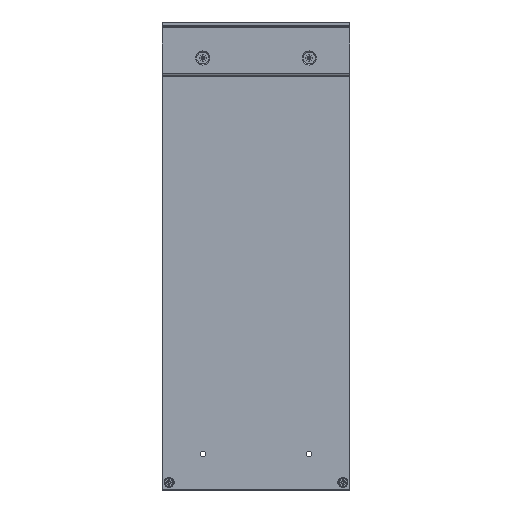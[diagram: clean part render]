
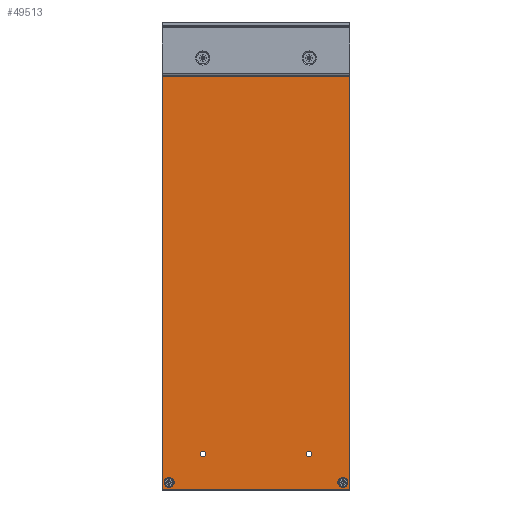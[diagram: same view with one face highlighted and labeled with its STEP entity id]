
A CAD part, front view. The second image highlights one B-rep face of the part: STEP entity #49513.
In plain terms, the highlighted planar face has unit normal (0, -1, 0).
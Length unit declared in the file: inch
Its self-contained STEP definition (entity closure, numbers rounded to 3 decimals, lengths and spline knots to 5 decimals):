
#990 = EDGE_CURVE ( 'NONE', #28660, #45666, #49412, .T. ) ;
#1609 = FACE_BOUND ( 'NONE', #43025, .T. ) ;
#3115 = CARTESIAN_POINT ( 'NONE',  ( -1.02759, -0.31353, 0. ) ) ;
#3983 = CARTESIAN_POINT ( 'NONE',  ( 0.10603, -0.31353, 1. ) ) ;
#5359 = DIRECTION ( 'NONE',  ( 0., 1., 0. ) ) ;
#6092 = EDGE_CURVE ( 'NONE', #19818, #19818, #29861, .T. ) ;
#6632 = CARTESIAN_POINT ( 'NONE',  ( 3.99391, -0.31353, 0.0722 ) ) ;
#7379 = ORIENTED_EDGE ( 'NONE', *, *, #52839, .T. ) ;
#8216 = ORIENTED_EDGE ( 'NONE', *, *, #15616, .T. ) ;
#8263 = CARTESIAN_POINT ( 'NONE',  ( 4.19241, -0.31353, 0. ) ) ;
#8313 = CARTESIAN_POINT ( 'NONE',  ( -1.02759, -0.31353, 0. ) ) ;
#8331 = VECTOR ( 'NONE', #30615, 39.37008 ) ;
#8670 = CARTESIAN_POINT ( 'NONE',  ( -0.82908, -0.31353, 0.21 ) ) ;
#9325 = AXIS2_PLACEMENT_3D ( 'NONE', #3983, #41602, #19288 ) ;
#9544 = VERTEX_POINT ( 'NONE', #34302 ) ;
#11154 = EDGE_LOOP ( 'NONE', ( #40137 ) ) ;
#11374 = DIRECTION ( 'NONE',  ( 0., 1., 0. ) ) ;
#11446 = AXIS2_PLACEMENT_3D ( 'NONE', #21016, #5359, #58922 ) ;
#11863 = CARTESIAN_POINT ( 'NONE',  ( 3.99391, -0.31353, 12.6522 ) ) ;
#11944 = VERTEX_POINT ( 'NONE', #6632 ) ;
#12803 = EDGE_LOOP ( 'NONE', ( #7379, #39177, #29615, #54808 ) ) ;
#13336 = FACE_BOUND ( 'NONE', #57774, .T. ) ;
#13409 = EDGE_CURVE ( 'NONE', #54895, #54895, #68670, .T. ) ;
#13640 = CARTESIAN_POINT ( 'NONE',  ( 0.10603, -0.31353, 12.07799 ) ) ;
#14951 = EDGE_CURVE ( 'NONE', #11944, #11944, #66202, .T. ) ;
#15616 = EDGE_CURVE ( 'NONE', #22985, #22985, #26450, .T. ) ;
#18111 = AXIS2_PLACEMENT_3D ( 'NONE', #67221, #65807, #23336 ) ;
#19015 = DIRECTION ( 'NONE',  ( 0., 1., 0. ) ) ;
#19288 = DIRECTION ( 'NONE',  ( 0., 0., 1. ) ) ;
#19522 = AXIS2_PLACEMENT_3D ( 'NONE', #8670, #19015, #40586 ) ;
#19818 = VERTEX_POINT ( 'NONE', #42537 ) ;
#20646 = AXIS2_PLACEMENT_3D ( 'NONE', #49668, #58249, #52594 ) ;
#21016 = CARTESIAN_POINT ( 'NONE',  ( 0.10603, -0.31353, 12. ) ) ;
#21114 = EDGE_CURVE ( 'NONE', #45991, #45991, #43344, .T. ) ;
#21908 = VECTOR ( 'NONE', #30461, 39.37008 ) ;
#22511 = EDGE_LOOP ( 'NONE', ( #24279 ) ) ;
#22631 = FACE_BOUND ( 'NONE', #11154, .T. ) ;
#22985 = VERTEX_POINT ( 'NONE', #60895 ) ;
#23336 = DIRECTION ( 'NONE',  ( 0., 0., -1. ) ) ;
#23994 = CARTESIAN_POINT ( 'NONE',  ( -0.82908, -0.31353, 0.0722 ) ) ;
#24279 = ORIENTED_EDGE ( 'NONE', *, *, #6092, .T. ) ;
#25056 = CARTESIAN_POINT ( 'NONE',  ( 0.10603, -0.31353, 1.07799 ) ) ;
#25886 = CARTESIAN_POINT ( 'NONE',  ( 3.05879, -0.31353, 1. ) ) ;
#26450 = CIRCLE ( 'NONE', #30945, 0.07799 ) ;
#27226 = AXIS2_PLACEMENT_3D ( 'NONE', #57724, #45350, #66940 ) ;
#28539 = VERTEX_POINT ( 'NONE', #42842 ) ;
#28660 = VERTEX_POINT ( 'NONE', #8313 ) ;
#29615 = ORIENTED_EDGE ( 'NONE', *, *, #35000, .T. ) ;
#29861 = CIRCLE ( 'NONE', #60448, 0.07799 ) ;
#30461 = DIRECTION ( 'NONE',  ( 0., 0., -1. ) ) ;
#30615 = DIRECTION ( 'NONE',  ( 0., 0., 1. ) ) ;
#30945 = AXIS2_PLACEMENT_3D ( 'NONE', #25886, #36825, #68708 ) ;
#32448 = VECTOR ( 'NONE', #55069, 39.37008 ) ;
#33391 = EDGE_LOOP ( 'NONE', ( #8216 ) ) ;
#33673 = EDGE_CURVE ( 'NONE', #62977, #62977, #50146, .T. ) ;
#34302 = CARTESIAN_POINT ( 'NONE',  ( -1.02759, -0.31353, 13. ) ) ;
#35000 = EDGE_CURVE ( 'NONE', #9544, #28660, #62010, .T. ) ;
#36479 = AXIS2_PLACEMENT_3D ( 'NONE', #57563, #41273, #51927 ) ;
#36563 = EDGE_LOOP ( 'NONE', ( #63559 ) ) ;
#36825 = DIRECTION ( 'NONE',  ( 0., 1., 0. ) ) ;
#37756 = EDGE_CURVE ( 'NONE', #44182, #44182, #39623, .T. ) ;
#39036 = CARTESIAN_POINT ( 'NONE',  ( 3.05879, -0.31353, 12. ) ) ;
#39177 = ORIENTED_EDGE ( 'NONE', *, *, #44353, .T. ) ;
#39250 = FACE_BOUND ( 'NONE', #36563, .T. ) ;
#39623 = CIRCLE ( 'NONE', #27226, 0.1378 ) ;
#40137 = ORIENTED_EDGE ( 'NONE', *, *, #42311, .T. ) ;
#40528 = LINE ( 'NONE', #8263, #8331 ) ;
#40586 = DIRECTION ( 'NONE',  ( 0., 0., -1. ) ) ;
#41056 = CARTESIAN_POINT ( 'NONE',  ( 4.19241, -0.31353, 13. ) ) ;
#41273 = DIRECTION ( 'NONE',  ( 0., 1., 0. ) ) ;
#41578 = ORIENTED_EDGE ( 'NONE', *, *, #33673, .T. ) ;
#41602 = DIRECTION ( 'NONE',  ( 0., 1., 0. ) ) ;
#42311 = EDGE_CURVE ( 'NONE', #67478, #67478, #64687, .T. ) ;
#42537 = CARTESIAN_POINT ( 'NONE',  ( 3.05879, -0.31353, 12.07799 ) ) ;
#42842 = CARTESIAN_POINT ( 'NONE',  ( 4.19241, -0.31353, 13. ) ) ;
#43025 = EDGE_LOOP ( 'NONE', ( #41578 ) ) ;
#43344 = CIRCLE ( 'NONE', #19522, 0.1378 ) ;
#44182 = VERTEX_POINT ( 'NONE', #11863 ) ;
#44353 = EDGE_CURVE ( 'NONE', #28539, #9544, #46404, .T. ) ;
#44524 = EDGE_LOOP ( 'NONE', ( #46205 ) ) ;
#44593 = PLANE ( 'NONE',  #18111 ) ;
#45327 = DIRECTION ( 'NONE',  ( -1., 0., 0. ) ) ;
#45350 = DIRECTION ( 'NONE',  ( 0., 1., 0. ) ) ;
#45666 = VERTEX_POINT ( 'NONE', #51437 ) ;
#45991 = VERTEX_POINT ( 'NONE', #23994 ) ;
#46205 = ORIENTED_EDGE ( 'NONE', *, *, #21114, .T. ) ;
#46404 = LINE ( 'NONE', #41056, #58170 ) ;
#48715 = CARTESIAN_POINT ( 'NONE',  ( 4.19241, -0.31353, 0. ) ) ;
#49412 = LINE ( 'NONE', #48715, #32448 ) ;
#49513 = ADVANCED_FACE ( 'NONE', ( #13336, #39250, #55559, #56599, #22631, #55891, #1609, #60891, #66852 ), #44593, .T. ) ;
#49668 = CARTESIAN_POINT ( 'NONE',  ( 3.99391, -0.31353, 0.21 ) ) ;
#50146 = CIRCLE ( 'NONE', #9325, 0.07799 ) ;
#51437 = CARTESIAN_POINT ( 'NONE',  ( 4.19241, -0.31353, 0. ) ) ;
#51927 = DIRECTION ( 'NONE',  ( 0., 0., -1. ) ) ;
#52594 = DIRECTION ( 'NONE',  ( 0., 0., -1. ) ) ;
#52839 = EDGE_CURVE ( 'NONE', #45666, #28539, #40528, .T. ) ;
#54808 = ORIENTED_EDGE ( 'NONE', *, *, #990, .T. ) ;
#54895 = VERTEX_POINT ( 'NONE', #59861 ) ;
#55069 = DIRECTION ( 'NONE',  ( 1., 0., 0. ) ) ;
#55118 = ORIENTED_EDGE ( 'NONE', *, *, #14951, .T. ) ;
#55481 = EDGE_LOOP ( 'NONE', ( #55118 ) ) ;
#55559 = FACE_BOUND ( 'NONE', #44524, .T. ) ;
#55891 = FACE_BOUND ( 'NONE', #22511, .T. ) ;
#56599 = FACE_BOUND ( 'NONE', #55481, .T. ) ;
#57563 = CARTESIAN_POINT ( 'NONE',  ( -0.82908, -0.31353, 12.79 ) ) ;
#57724 = CARTESIAN_POINT ( 'NONE',  ( 3.99391, -0.31353, 12.79 ) ) ;
#57774 = EDGE_LOOP ( 'NONE', ( #64722 ) ) ;
#58170 = VECTOR ( 'NONE', #45327, 39.37008 ) ;
#58249 = DIRECTION ( 'NONE',  ( 0., 1., 0. ) ) ;
#58922 = DIRECTION ( 'NONE',  ( 0., 0., 1. ) ) ;
#59861 = CARTESIAN_POINT ( 'NONE',  ( -0.82908, -0.31353, 12.6522 ) ) ;
#60448 = AXIS2_PLACEMENT_3D ( 'NONE', #39036, #11374, #66311 ) ;
#60891 = FACE_BOUND ( 'NONE', #33391, .T. ) ;
#60895 = CARTESIAN_POINT ( 'NONE',  ( 3.05879, -0.31353, 1.07799 ) ) ;
#62010 = LINE ( 'NONE', #3115, #21908 ) ;
#62977 = VERTEX_POINT ( 'NONE', #25056 ) ;
#63559 = ORIENTED_EDGE ( 'NONE', *, *, #13409, .T. ) ;
#64687 = CIRCLE ( 'NONE', #11446, 0.07799 ) ;
#64722 = ORIENTED_EDGE ( 'NONE', *, *, #37756, .T. ) ;
#65807 = DIRECTION ( 'NONE',  ( 0., -1., 0. ) ) ;
#66202 = CIRCLE ( 'NONE', #20646, 0.1378 ) ;
#66311 = DIRECTION ( 'NONE',  ( 0., 0., 1. ) ) ;
#66852 = FACE_OUTER_BOUND ( 'NONE', #12803, .T. ) ;
#66940 = DIRECTION ( 'NONE',  ( 0., 0., -1. ) ) ;
#67221 = CARTESIAN_POINT ( 'NONE',  ( 4.19241, -0.31353, 0. ) ) ;
#67478 = VERTEX_POINT ( 'NONE', #13640 ) ;
#68670 = CIRCLE ( 'NONE', #36479, 0.1378 ) ;
#68708 = DIRECTION ( 'NONE',  ( 0., 0., 1. ) ) ;
